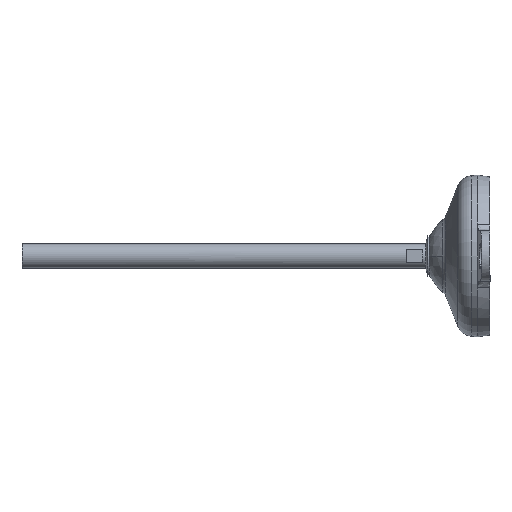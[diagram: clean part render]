
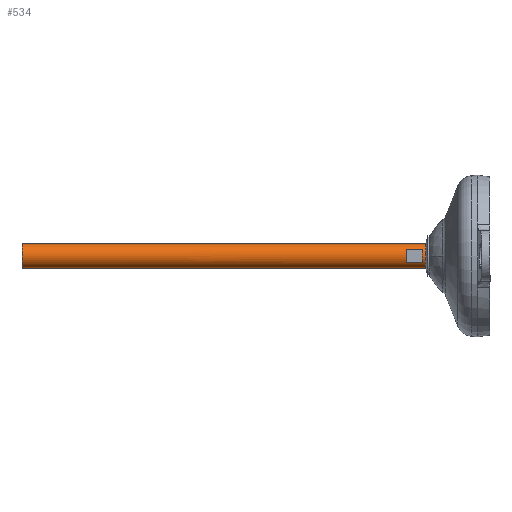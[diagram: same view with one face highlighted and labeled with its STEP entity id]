
A CAD part, left-side view. The second image highlights one B-rep face of the part: STEP entity #534.
In plain terms, the highlighted cylindrical face has radius 6 mm (diameter 12 mm), a partial arc.
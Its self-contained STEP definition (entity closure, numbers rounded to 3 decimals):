
#5 = EDGE_LOOP ( 'NONE', ( #1019, #1317, #1172, #422 ) ) ;
#68 = EDGE_LOOP ( 'NONE', ( #1724, #699, #139, #256 ) ) ;
#121 = CARTESIAN_POINT ( 'NONE',  ( 0., 32., -6. ) ) ;
#139 = ORIENTED_EDGE ( 'NONE', *, *, #1304, .T. ) ;
#172 = VERTEX_POINT ( 'NONE', #1437 ) ;
#186 = CIRCLE ( 'NONE', #1595, 6. ) ;
#223 = LINE ( 'NONE', #479, #631 ) ;
#251 = CARTESIAN_POINT ( 'NONE',  ( -5., 41.5, -3.317 ) ) ;
#256 = ORIENTED_EDGE ( 'NONE', *, *, #438, .T. ) ;
#269 = CIRCLE ( 'NONE', #1447, 6. ) ;
#294 = DIRECTION ( 'NONE',  ( 0., 0., -1. ) ) ;
#305 = DIRECTION ( 'NONE',  ( 0., -1., 0. ) ) ;
#336 = EDGE_CURVE ( 'NONE', #779, #1540, #382, .T. ) ;
#340 = CYLINDRICAL_SURFACE ( 'NONE', #1110, 6. ) ;
#382 = LINE ( 'NONE', #1183, #1053 ) ;
#386 = EDGE_CURVE ( 'NONE', #1540, #690, #1503, .T. ) ;
#387 = LINE ( 'NONE', #1043, #795 ) ;
#422 = ORIENTED_EDGE ( 'NONE', *, *, #1713, .F. ) ;
#438 = EDGE_CURVE ( 'NONE', #746, #779, #186, .T. ) ;
#462 = CARTESIAN_POINT ( 'NONE',  ( 0., 41.5, 0. ) ) ;
#479 = CARTESIAN_POINT ( 'NONE',  ( 0., 0., 6. ) ) ;
#483 = DIRECTION ( 'NONE',  ( 0., -1., 0. ) ) ;
#498 = DIRECTION ( 'NONE',  ( 0., 0., -1. ) ) ;
#509 = DIRECTION ( 'NONE',  ( 0., 1., 0. ) ) ;
#534 = ADVANCED_FACE ( 'NONE', ( #909, #730 ), #340, .T. ) ;
#549 = CIRCLE ( 'NONE', #868, 6. ) ;
#553 = CARTESIAN_POINT ( 'NONE',  ( -5., 33.5, -3.317 ) ) ;
#554 = VERTEX_POINT ( 'NONE', #878 ) ;
#562 = DIRECTION ( 'NONE',  ( 0., 0., 1. ) ) ;
#582 = CARTESIAN_POINT ( 'NONE',  ( -5., 33.5, 3.317 ) ) ;
#600 = DIRECTION ( 'NONE',  ( 0., 0., -1. ) ) ;
#604 = DIRECTION ( 'NONE',  ( 0., -1., 0. ) ) ;
#631 = VECTOR ( 'NONE', #1015, 1000. ) ;
#666 = VERTEX_POINT ( 'NONE', #121 ) ;
#690 = VERTEX_POINT ( 'NONE', #698 ) ;
#698 = CARTESIAN_POINT ( 'NONE',  ( -5., 41.5, 3.317 ) ) ;
#699 = ORIENTED_EDGE ( 'NONE', *, *, #386, .T. ) ;
#730 = FACE_BOUND ( 'NONE', #68, .T. ) ;
#746 = VERTEX_POINT ( 'NONE', #582 ) ;
#779 = VERTEX_POINT ( 'NONE', #553 ) ;
#795 = VECTOR ( 'NONE', #1203, 1000. ) ;
#868 = AXIS2_PLACEMENT_3D ( 'NONE', #1549, #483, #498 ) ;
#878 = CARTESIAN_POINT ( 'NONE',  ( 0., 32., 6. ) ) ;
#909 = FACE_OUTER_BOUND ( 'NONE', #5, .T. ) ;
#918 = AXIS2_PLACEMENT_3D ( 'NONE', #462, #1229, #562 ) ;
#986 = EDGE_CURVE ( 'NONE', #1095, #666, #387, .T. ) ;
#1015 = DIRECTION ( 'NONE',  ( 0., -1., 0. ) ) ;
#1019 = ORIENTED_EDGE ( 'NONE', *, *, #1322, .F. ) ;
#1027 = CARTESIAN_POINT ( 'NONE',  ( 0., 0., 0. ) ) ;
#1043 = CARTESIAN_POINT ( 'NONE',  ( 0., 0., -6. ) ) ;
#1053 = VECTOR ( 'NONE', #509, 1000. ) ;
#1095 = VERTEX_POINT ( 'NONE', #1321 ) ;
#1110 = AXIS2_PLACEMENT_3D ( 'NONE', #1027, #1274, #600 ) ;
#1172 = ORIENTED_EDGE ( 'NONE', *, *, #986, .T. ) ;
#1183 = CARTESIAN_POINT ( 'NONE',  ( -5., 0., -3.317 ) ) ;
#1202 = DIRECTION ( 'NONE',  ( 0., 0., -1. ) ) ;
#1203 = DIRECTION ( 'NONE',  ( 0., -1., 0. ) ) ;
#1229 = DIRECTION ( 'NONE',  ( 0., 1., 0. ) ) ;
#1274 = DIRECTION ( 'NONE',  ( 0., -1., 0. ) ) ;
#1304 = EDGE_CURVE ( 'NONE', #690, #746, #1426, .T. ) ;
#1317 = ORIENTED_EDGE ( 'NONE', *, *, #1421, .T. ) ;
#1321 = CARTESIAN_POINT ( 'NONE',  ( 0., 231.5, -6. ) ) ;
#1322 = EDGE_CURVE ( 'NONE', #172, #554, #223, .T. ) ;
#1396 = VECTOR ( 'NONE', #604, 1000. ) ;
#1421 = EDGE_CURVE ( 'NONE', #172, #1095, #269, .T. ) ;
#1426 = LINE ( 'NONE', #1683, #1396 ) ;
#1437 = CARTESIAN_POINT ( 'NONE',  ( 0., 231.5, 6. ) ) ;
#1447 = AXIS2_PLACEMENT_3D ( 'NONE', #1734, #1608, #1202 ) ;
#1503 = CIRCLE ( 'NONE', #918, 6. ) ;
#1540 = VERTEX_POINT ( 'NONE', #251 ) ;
#1549 = CARTESIAN_POINT ( 'NONE',  ( 0., 32., 0. ) ) ;
#1595 = AXIS2_PLACEMENT_3D ( 'NONE', #1646, #305, #294 ) ;
#1608 = DIRECTION ( 'NONE',  ( 0., -1., 0. ) ) ;
#1646 = CARTESIAN_POINT ( 'NONE',  ( 0., 33.5, 0. ) ) ;
#1683 = CARTESIAN_POINT ( 'NONE',  ( -5., 0., 3.317 ) ) ;
#1713 = EDGE_CURVE ( 'NONE', #554, #666, #549, .T. ) ;
#1724 = ORIENTED_EDGE ( 'NONE', *, *, #336, .T. ) ;
#1734 = CARTESIAN_POINT ( 'NONE',  ( 0., 231.5, 0. ) ) ;
